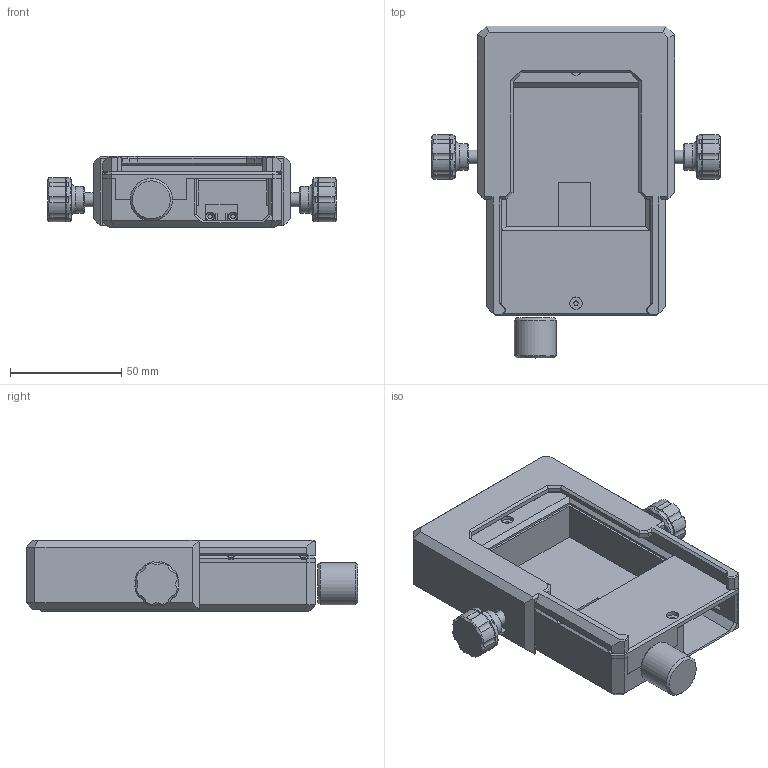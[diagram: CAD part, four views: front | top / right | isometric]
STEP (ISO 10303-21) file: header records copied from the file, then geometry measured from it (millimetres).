
FILE_DESCRIPTION(/* description */ ('Unknown'),/* implementation_level */ '2;1');
FILE_NAME(/* name */ 'filmDigitizer_135_filmCarrier_lightBox_assembly_V2',/* time_stamp */ '2024-05-11T20:54:49-04:00',/* author */ ('Unknown'),/* organization */ ('Unknown'),/* preprocessor_version */ 'ST-DEVELOPER v18.1',/* originating_system */ 'Solid Edge',/* authorisation */ 'Unknown');
FILE_SCHEMA (('AUTOMOTIVE_DESIGN {1 0 10303 214 3 1 1}'));
Length unit declared in the file: millimetre
Products named in the file (11): filmDigitizer_135_filmCarrier_V2; 1_4-20_hexHead_22mm; 1_4-20_hexHead_topCap; 1_4-20_hexHead_bottomCap_short; filmDigitizer_135_filmCarrier_lightBox_positiveTerminal_V2; filmDigitizer_135_filmCarrier_lightBox_mainBody_cover_V2; filmDigitizer_135_filmCarrier_lightBox_mainBody_plugStop_V2; filmDigitizer_135_filmCarrier_lightBox_lightClamp_V2; filmDigitizer_135_filmCarrier_lightBox_mainBody_V2; filmDigitizer_135_filmCarrier_lightBox_negativeTerminal_V2; filmDigitizer_135_filmCarrier_lightBox_potKnob_V2
Assembly tree (13 placements, depth 2):
  filmDigitizer_135_filmCarrier_V2
    1_4-20_hexHead_22mm  x2
    1_4-20_hexHead_topCap  x2
    1_4-20_hexHead_bottomCap_short  x2
    filmDigitizer_135_filmCarrier_lightBox_positiveTerminal_V2
    filmDigitizer_135_filmCarrier_lightBox_mainBody_cover_V2
    filmDigitizer_135_filmCarrier_lightBox_mainBody_plugStop_V2
    filmDigitizer_135_filmCarrier_lightBox_lightClamp_V2
    filmDigitizer_135_filmCarrier_lightBox_mainBody_V2
    filmDigitizer_135_filmCarrier_lightBox_negativeTerminal_V2
    filmDigitizer_135_filmCarrier_lightBox_potKnob_V2
Bounding box: 129.5 x 149 x 32 mm (x, y, z)
Volume: 183078.7 mm3; surface area: 85483.7 mm2
Topology: 13 solids, 13 shells, 849 faces, 2126 edges, 1349 vertices
Faces by surface type: plane 490, cylinder 185, cone 172, torus 2
Full cylindrical faces by diameter (mm): 1.4 x5, 1.8 x1, 2 x14, 2.5 x16, 3.2 x12, 5 x4, 5.5 x12, 5.8 x1, 6.2 x4, 7 x1, 8.9 x2, 12 x2, 19 x1
Entity records: 19279 total; most frequent: CARTESIAN_POINT 3537, DIRECTION 3198, ORIENTED_EDGE 3044, EDGE_CURVE 1522, AXIS2_PLACEMENT_3D 1099, VERTEX_POINT 1016, LINE 1000, VECTOR 1000
